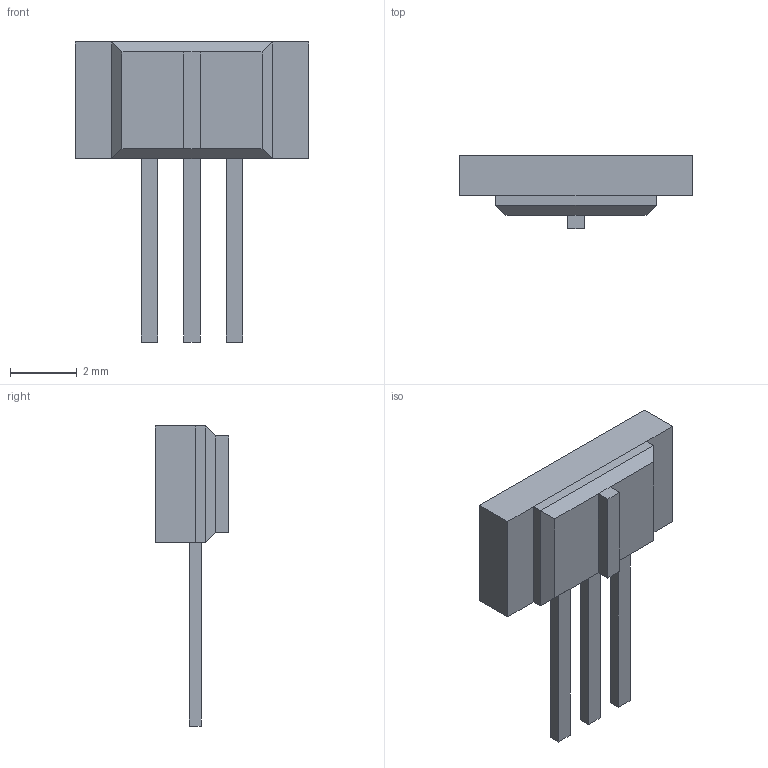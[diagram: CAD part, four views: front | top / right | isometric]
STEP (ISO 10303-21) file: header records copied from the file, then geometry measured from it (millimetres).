
FILE_DESCRIPTION(('FreeCAD Model'),'2;1');
FILE_NAME( 'Siemens_SFH900.step', '2018-01-03T12:50:02',('kicad StepUp'),('ksu MCAD'), 'Open CASCADE STEP processor 6.8','FreeCAD','Unknown');
FILE_SCHEMA(('AUTOMOTIVE_DESIGN_CC2 { 1 2 10303 214 -1 1 5 4 }'));
Length unit declared in the file: millimetre
Products named in the file (1): Siemens_SFH900
Bounding box: 7 x 2.2 x 9 mm (x, y, z)
Volume: 42.2 mm3; surface area: 111.9 mm2
Topology: 1 solids, 1 shells, 37 faces, 93 edges, 58 vertices
Faces by surface type: plane 37
Entity records: 1343 total; most frequent: CARTESIAN_POINT 189, ORIENTED_EDGE 186, DIRECTION 169, EDGE_CURVE 93, LINE 93, VECTOR 93, VERTEX_POINT 58, AXIS2_PLACEMENT_3D 38
